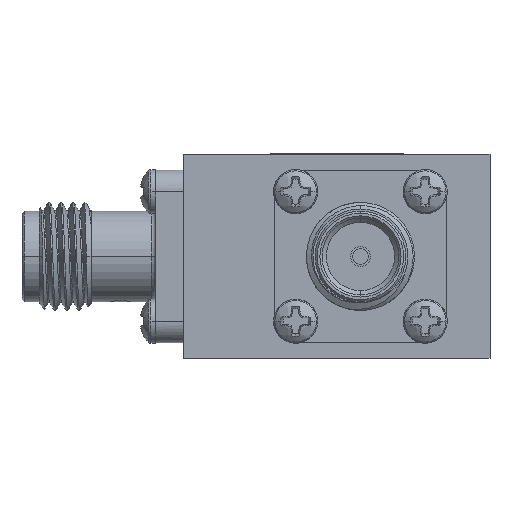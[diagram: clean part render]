
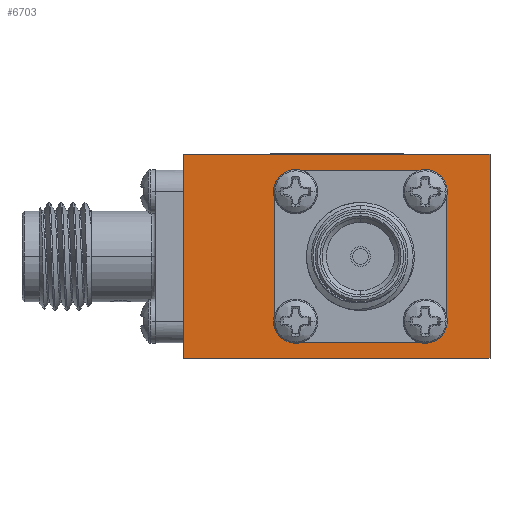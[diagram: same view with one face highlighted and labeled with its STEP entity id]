
A CAD part, left-side view. The second image highlights one B-rep face of the part: STEP entity #6703.
In plain terms, the highlighted planar face has unit normal (-1, 0, 0).
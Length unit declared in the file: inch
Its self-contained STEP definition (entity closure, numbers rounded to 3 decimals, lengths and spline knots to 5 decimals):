
#1337 = FACE_OUTER_BOUND ( 'NONE', #4475, .T. ) ;
#1451 = EDGE_CURVE ( 'NONE', #20380, #8077, #10351, .T. ) ;
#1782 = PLANE ( 'NONE',  #2820 ) ;
#2215 = CARTESIAN_POINT ( 'NONE',  ( -0.23622, -0.35433, 0.23622 ) ) ;
#2820 = AXIS2_PLACEMENT_3D ( 'NONE', #14495, #11181, #14360 ) ;
#3740 = DIRECTION ( 'NONE',  ( 0., -1., 0. ) ) ;
#4314 = CARTESIAN_POINT ( 'NONE',  ( -0.23622, -0.35433, -0.23622 ) ) ;
#4475 = EDGE_LOOP ( 'NONE', ( #11908, #12634, #5885, #5155 ) ) ;
#5155 = ORIENTED_EDGE ( 'NONE', *, *, #1451, .T. ) ;
#5864 = LINE ( 'NONE', #9974, #6087 ) ;
#5885 = ORIENTED_EDGE ( 'NONE', *, *, #12741, .F. ) ;
#6087 = VECTOR ( 'NONE', #19415, 39.37008 ) ;
#6703 = ADVANCED_FACE ( 'NONE', ( #1337 ), #1782, .F. ) ;
#6850 = VECTOR ( 'NONE', #8428, 39.37008 ) ;
#7496 = CARTESIAN_POINT ( 'NONE',  ( -0.23622, -0.35433, 0.23622 ) ) ;
#7839 = LINE ( 'NONE', #2215, #6850 ) ;
#8077 = VERTEX_POINT ( 'NONE', #17728 ) ;
#8428 = DIRECTION ( 'NONE',  ( 0., 0., -1. ) ) ;
#8722 = EDGE_CURVE ( 'NONE', #8077, #13659, #18785, .T. ) ;
#8846 = VECTOR ( 'NONE', #17184, 39.37008 ) ;
#9974 = CARTESIAN_POINT ( 'NONE',  ( -0.23622, -0.35433, 0.23622 ) ) ;
#10351 = LINE ( 'NONE', #12291, #8846 ) ;
#11181 = DIRECTION ( 'NONE',  ( 1., 0., 0. ) ) ;
#11844 = EDGE_CURVE ( 'NONE', #16759, #13659, #7839, .T. ) ;
#11908 = ORIENTED_EDGE ( 'NONE', *, *, #8722, .T. ) ;
#12291 = CARTESIAN_POINT ( 'NONE',  ( -0.23622, 0.35433, 0.23622 ) ) ;
#12634 = ORIENTED_EDGE ( 'NONE', *, *, #11844, .F. ) ;
#12741 = EDGE_CURVE ( 'NONE', #20380, #16759, #5864, .T. ) ;
#13659 = VERTEX_POINT ( 'NONE', #4314 ) ;
#14360 = DIRECTION ( 'NONE',  ( 0., 0., -1. ) ) ;
#14495 = CARTESIAN_POINT ( 'NONE',  ( -0.23622, -0.35433, 0.23622 ) ) ;
#14686 = CARTESIAN_POINT ( 'NONE',  ( -0.23622, -0.35433, -0.23622 ) ) ;
#16759 = VERTEX_POINT ( 'NONE', #7496 ) ;
#17056 = VECTOR ( 'NONE', #3740, 39.37008 ) ;
#17184 = DIRECTION ( 'NONE',  ( 0., 0., -1. ) ) ;
#17728 = CARTESIAN_POINT ( 'NONE',  ( -0.23622, 0.35433, -0.23622 ) ) ;
#18598 = CARTESIAN_POINT ( 'NONE',  ( -0.23622, 0.35433, 0.23622 ) ) ;
#18785 = LINE ( 'NONE', #14686, #17056 ) ;
#19415 = DIRECTION ( 'NONE',  ( 0., -1., 0. ) ) ;
#20380 = VERTEX_POINT ( 'NONE', #18598 ) ;
